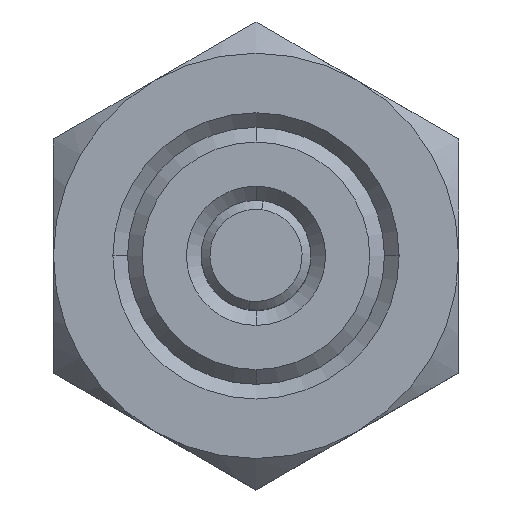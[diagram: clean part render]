
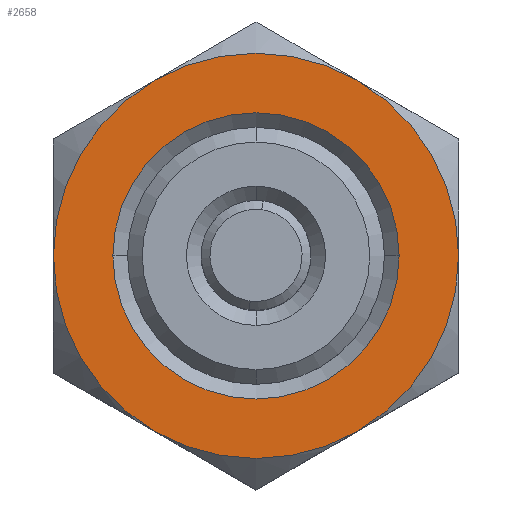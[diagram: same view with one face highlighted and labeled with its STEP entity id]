
A CAD part, top view. The second image highlights one B-rep face of the part: STEP entity #2658.
In plain terms, the highlighted planar face has unit normal (0, 0, 1).
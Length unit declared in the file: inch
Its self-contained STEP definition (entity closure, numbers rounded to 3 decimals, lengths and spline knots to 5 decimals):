
#5 = DIRECTION ( 'NONE',  ( 0., 0., 1. ) ) ;
#37 = DIRECTION ( 'NONE',  ( 1., 0., 0. ) ) ;
#123 = VERTEX_POINT ( 'NONE', #1373 ) ;
#159 = ORIENTED_EDGE ( 'NONE', *, *, #1130, .T. ) ;
#201 = ORIENTED_EDGE ( 'NONE', *, *, #634, .T. ) ;
#250 = AXIS2_PLACEMENT_3D ( 'NONE', #1347, #5, #1567 ) ;
#263 = ORIENTED_EDGE ( 'NONE', *, *, #1047, .T. ) ;
#409 = CIRCLE ( 'NONE', #625, 0.345 ) ;
#526 = EDGE_CURVE ( 'NONE', #123, #2687, #1983, .T. ) ;
#530 = DIRECTION ( 'NONE',  ( 1., 0., 0. ) ) ;
#532 = DIRECTION ( 'NONE',  ( 0., 0., -1. ) ) ;
#540 = CARTESIAN_POINT ( 'NONE',  ( -0.24375, 0., 0.125 ) ) ;
#573 = DIRECTION ( 'NONE',  ( 0., 0., 1. ) ) ;
#625 = AXIS2_PLACEMENT_3D ( 'NONE', #1182, #2730, #1414 ) ;
#634 = EDGE_CURVE ( 'NONE', #2640, #2547, #1848, .T. ) ;
#723 = CIRCLE ( 'NONE', #1929, 0.345 ) ;
#805 = CIRCLE ( 'NONE', #2794, 0.345 ) ;
#828 = ORIENTED_EDGE ( 'NONE', *, *, #876, .T. ) ;
#876 = EDGE_CURVE ( 'NONE', #2547, #915, #409, .T. ) ;
#878 = CARTESIAN_POINT ( 'NONE',  ( 0., 0., 0.125 ) ) ;
#907 = CARTESIAN_POINT ( 'NONE',  ( 0., 0., 0.125 ) ) ;
#915 = VERTEX_POINT ( 'NONE', #2296 ) ;
#1019 = CARTESIAN_POINT ( 'NONE',  ( 0., 0., 0.125 ) ) ;
#1037 = FACE_BOUND ( 'NONE', #1342, .T. ) ;
#1047 = EDGE_CURVE ( 'NONE', #1267, #1495, #805, .T. ) ;
#1091 = DIRECTION ( 'NONE',  ( 1., 0., 0. ) ) ;
#1118 = AXIS2_PLACEMENT_3D ( 'NONE', #1434, #1872, #530 ) ;
#1120 = DIRECTION ( 'NONE',  ( 1., 0., 0. ) ) ;
#1130 = EDGE_CURVE ( 'NONE', #915, #1392, #1701, .T. ) ;
#1182 = CARTESIAN_POINT ( 'NONE',  ( 0., 0., 0.125 ) ) ;
#1245 = DIRECTION ( 'NONE',  ( 1., 0., 0. ) ) ;
#1267 = VERTEX_POINT ( 'NONE', #2257 ) ;
#1330 = AXIS2_PLACEMENT_3D ( 'NONE', #1875, #532, #2094 ) ;
#1342 = EDGE_LOOP ( 'NONE', ( #2397, #2675 ) ) ;
#1347 = CARTESIAN_POINT ( 'NONE',  ( 0., 0., 0.125 ) ) ;
#1373 = CARTESIAN_POINT ( 'NONE',  ( 0.24375, 0., 0.125 ) ) ;
#1379 = DIRECTION ( 'NONE',  ( 0., 0., -1. ) ) ;
#1392 = VERTEX_POINT ( 'NONE', #2754 ) ;
#1414 = DIRECTION ( 'NONE',  ( 1., 0., 0. ) ) ;
#1434 = CARTESIAN_POINT ( 'NONE',  ( -0.345, 0.19919, 0.125 ) ) ;
#1495 = VERTEX_POINT ( 'NONE', #2322 ) ;
#1567 = DIRECTION ( 'NONE',  ( 1., 0., 0. ) ) ;
#1626 = AXIS2_PLACEMENT_3D ( 'NONE', #878, #2418, #1091 ) ;
#1641 = PLANE ( 'NONE',  #1118 ) ;
#1701 = CIRCLE ( 'NONE', #250, 0.345 ) ;
#1768 = CIRCLE ( 'NONE', #2619, 0.24375 ) ;
#1848 = CIRCLE ( 'NONE', #2655, 0.345 ) ;
#1870 = ORIENTED_EDGE ( 'NONE', *, *, #2526, .T. ) ;
#1872 = DIRECTION ( 'NONE',  ( 0., 0., 1. ) ) ;
#1875 = CARTESIAN_POINT ( 'NONE',  ( 0., 0., 0.125 ) ) ;
#1914 = CARTESIAN_POINT ( 'NONE',  ( 0., 0., 0.125 ) ) ;
#1929 = AXIS2_PLACEMENT_3D ( 'NONE', #907, #2444, #1120 ) ;
#1975 = CIRCLE ( 'NONE', #1626, 0.345 ) ;
#1983 = CIRCLE ( 'NONE', #1330, 0.24375 ) ;
#1987 = EDGE_CURVE ( 'NONE', #2687, #123, #1768, .T. ) ;
#2094 = DIRECTION ( 'NONE',  ( 1., 0., 0. ) ) ;
#2128 = DIRECTION ( 'NONE',  ( 1., 0., 0. ) ) ;
#2257 = CARTESIAN_POINT ( 'NONE',  ( -0.1725, 0.29878, 0.125 ) ) ;
#2296 = CARTESIAN_POINT ( 'NONE',  ( 0.345, 0., 0.125 ) ) ;
#2322 = CARTESIAN_POINT ( 'NONE',  ( -0.345, 0., 0.125 ) ) ;
#2397 = ORIENTED_EDGE ( 'NONE', *, *, #526, .T. ) ;
#2418 = DIRECTION ( 'NONE',  ( 0., 0., 1. ) ) ;
#2427 = EDGE_CURVE ( 'NONE', #1495, #2640, #1975, .T. ) ;
#2444 = DIRECTION ( 'NONE',  ( 0., 0., 1. ) ) ;
#2525 = CARTESIAN_POINT ( 'NONE',  ( -0.1725, -0.29878, 0.125 ) ) ;
#2526 = EDGE_CURVE ( 'NONE', #1392, #1267, #723, .T. ) ;
#2547 = VERTEX_POINT ( 'NONE', #2674 ) ;
#2565 = DIRECTION ( 'NONE',  ( 0., 0., 1. ) ) ;
#2613 = ORIENTED_EDGE ( 'NONE', *, *, #2427, .T. ) ;
#2619 = AXIS2_PLACEMENT_3D ( 'NONE', #2695, #1379, #37 ) ;
#2640 = VERTEX_POINT ( 'NONE', #2525 ) ;
#2655 = AXIS2_PLACEMENT_3D ( 'NONE', #1019, #2565, #1245 ) ;
#2658 = ADVANCED_FACE ( 'NONE', ( #1037, #2732 ), #1641, .T. ) ;
#2674 = CARTESIAN_POINT ( 'NONE',  ( 0.1725, -0.29878, 0.125 ) ) ;
#2675 = ORIENTED_EDGE ( 'NONE', *, *, #1987, .T. ) ;
#2687 = VERTEX_POINT ( 'NONE', #540 ) ;
#2695 = CARTESIAN_POINT ( 'NONE',  ( 0., 0., 0.125 ) ) ;
#2713 = EDGE_LOOP ( 'NONE', ( #828, #159, #1870, #263, #2613, #201 ) ) ;
#2730 = DIRECTION ( 'NONE',  ( 0., 0., 1. ) ) ;
#2732 = FACE_OUTER_BOUND ( 'NONE', #2713, .T. ) ;
#2754 = CARTESIAN_POINT ( 'NONE',  ( 0.1725, 0.29878, 0.125 ) ) ;
#2794 = AXIS2_PLACEMENT_3D ( 'NONE', #1914, #573, #2128 ) ;
